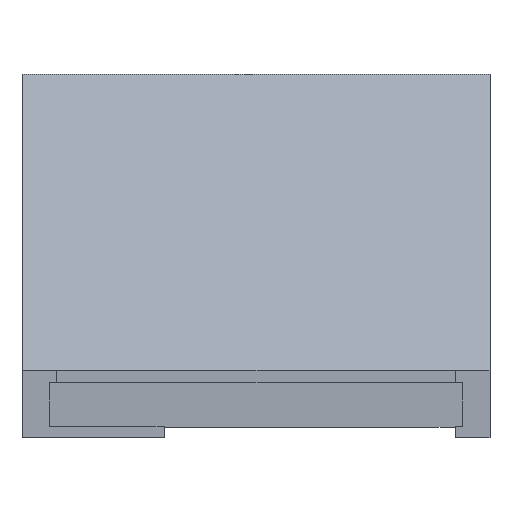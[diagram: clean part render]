
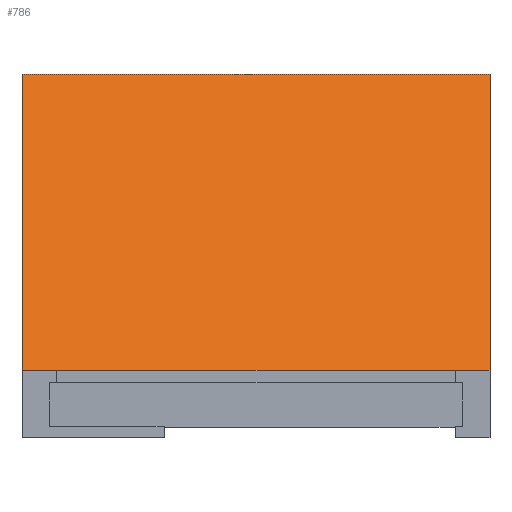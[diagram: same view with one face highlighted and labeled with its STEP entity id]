
A CAD part, left-side view. The second image highlights one B-rep face of the part: STEP entity #786.
In plain terms, the highlighted planar face has unit normal (-0.707, 0, 0.707).
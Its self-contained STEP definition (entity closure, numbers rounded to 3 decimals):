
#38=FACE_OUTER_BOUND('',#76,.T.);
#76=EDGE_LOOP('',(#647,#648,#649,#650,#651,#652));
#93=LINE('',#1051,#205);
#103=LINE('',#1072,#215);
#119=LINE('',#1104,#231);
#144=LINE('',#1152,#256);
#157=LINE('',#1177,#269);
#162=LINE('',#1187,#274);
#205=VECTOR('',#859,10.);
#215=VECTOR('',#871,10.);
#231=VECTOR('',#895,10.);
#256=VECTOR('',#934,10.);
#269=VECTOR('',#957,10.);
#274=VECTOR('',#964,10.);
#317=VERTEX_POINT('',#1048);
#318=VERTEX_POINT('',#1050);
#327=VERTEX_POINT('',#1069);
#328=VERTEX_POINT('',#1071);
#340=VERTEX_POINT('',#1099);
#351=VERTEX_POINT('',#1131);
#391=EDGE_CURVE('',#317,#318,#93,.T.);
#401=EDGE_CURVE('',#327,#328,#103,.T.);
#417=EDGE_CURVE('',#340,#328,#119,.T.);
#442=EDGE_CURVE('',#351,#340,#144,.T.);
#455=EDGE_CURVE('',#317,#351,#157,.T.);
#460=EDGE_CURVE('',#327,#318,#162,.T.);
#647=ORIENTED_EDGE('',*,*,#455,.T.);
#648=ORIENTED_EDGE('',*,*,#442,.T.);
#649=ORIENTED_EDGE('',*,*,#417,.T.);
#650=ORIENTED_EDGE('',*,*,#401,.F.);
#651=ORIENTED_EDGE('',*,*,#460,.T.);
#652=ORIENTED_EDGE('',*,*,#391,.F.);
#748=PLANE('',#838);
#786=ADVANCED_FACE('',(#38),#748,.T.);
#838=AXIS2_PLACEMENT_3D('',#1223,#991,#992);
#859=DIRECTION('',(0.707,0.,0.707));
#871=DIRECTION('',(-0.707,0.,-0.707));
#895=DIRECTION('',(0.,-1.,0.));
#934=DIRECTION('',(0.,-1.,0.));
#957=DIRECTION('',(0.,-1.,0.));
#964=DIRECTION('',(0.,1.,0.));
#991=DIRECTION('center_axis',(-0.707,0.,0.707));
#992=DIRECTION('ref_axis',(0.707,0.,0.707));
#1048=CARTESIAN_POINT('',(30.286,44.275,6.175));
#1050=CARTESIAN_POINT('',(86.761,44.275,62.651));
#1051=CARTESIAN_POINT('',(29.439,44.275,5.329));
#1069=CARTESIAN_POINT('',(86.761,-45.015,62.651));
#1071=CARTESIAN_POINT('',(30.286,-45.015,6.175));
#1072=CARTESIAN_POINT('',(79.69,-45.015,55.58));
#1099=CARTESIAN_POINT('',(30.286,-38.348,6.175));
#1104=CARTESIAN_POINT('',(30.286,-37.27,6.175));
#1131=CARTESIAN_POINT('',(30.286,37.608,6.175));
#1152=CARTESIAN_POINT('',(30.286,-37.27,6.175));
#1177=CARTESIAN_POINT('',(30.286,-37.27,6.175));
#1187=CARTESIAN_POINT('',(86.761,41.21,62.651));
#1223=CARTESIAN_POINT('Origin',(29.593,-39.37,5.482));
